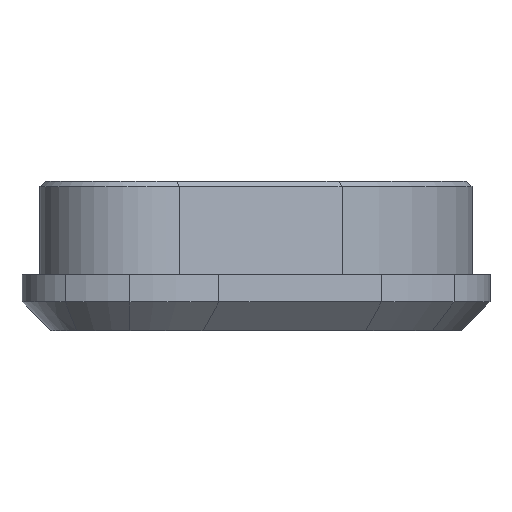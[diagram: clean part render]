
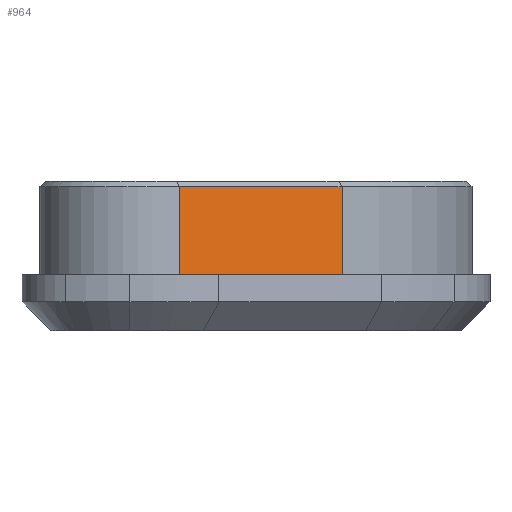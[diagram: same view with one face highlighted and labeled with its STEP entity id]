
A CAD part, left-side view. The second image highlights one B-rep face of the part: STEP entity #964.
In plain terms, the highlighted planar face has unit normal (-0.836, -0.549, 0).
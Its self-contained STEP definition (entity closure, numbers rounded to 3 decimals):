
#162 = VECTOR ( 'NONE', #1638, 1000. ) ;
#197 = ORIENTED_EDGE ( 'NONE', *, *, #886, .F. ) ;
#223 = DIRECTION ( 'NONE',  ( 0., 0., -1. ) ) ;
#364 = DIRECTION ( 'NONE',  ( 0.549, -0.836, 0. ) ) ;
#459 = LINE ( 'NONE', #1359, #1250 ) ;
#466 = AXIS2_PLACEMENT_3D ( 'NONE', #1379, #542, #364 ) ;
#491 = CARTESIAN_POINT ( 'NONE',  ( -25.8, 16.128, 0. ) ) ;
#542 = DIRECTION ( 'NONE',  ( -0.836, -0.549, 0. ) ) ;
#544 = EDGE_CURVE ( 'NONE', #758, #1602, #1560, .T. ) ;
#567 = EDGE_LOOP ( 'NONE', ( #599, #1815, #1607, #197 ) ) ;
#599 = ORIENTED_EDGE ( 'NONE', *, *, #829, .T. ) ;
#615 = LINE ( 'NONE', #1486, #162 ) ;
#702 = CARTESIAN_POINT ( 'NONE',  ( -22.835, 11.611, 0. ) ) ;
#758 = VERTEX_POINT ( 'NONE', #873 ) ;
#829 = EDGE_CURVE ( 'NONE', #1403, #1700, #459, .T. ) ;
#870 = DIRECTION ( 'NONE',  ( 0.549, -0.836, 0. ) ) ;
#873 = CARTESIAN_POINT ( 'NONE',  ( -22.835, 11.611, 2.45 ) ) ;
#886 = EDGE_CURVE ( 'NONE', #1403, #758, #615, .T. ) ;
#960 = CARTESIAN_POINT ( 'NONE',  ( -22.835, 11.611, 2.6 ) ) ;
#964 = ADVANCED_FACE ( 'NONE', ( #965 ), #1653, .T. ) ;
#965 = FACE_OUTER_BOUND ( 'NONE', #567, .T. ) ;
#1103 = VECTOR ( 'NONE', #223, 1000. ) ;
#1113 = CARTESIAN_POINT ( 'NONE',  ( -25.8, 16.128, 2.45 ) ) ;
#1121 = CARTESIAN_POINT ( 'NONE',  ( -22.835, 11.611, 0. ) ) ;
#1159 = VECTOR ( 'NONE', #870, 1000. ) ;
#1250 = VECTOR ( 'NONE', #1775, 1000. ) ;
#1279 = LINE ( 'NONE', #1121, #1159 ) ;
#1359 = CARTESIAN_POINT ( 'NONE',  ( -25.8, 16.128, 2.6 ) ) ;
#1379 = CARTESIAN_POINT ( 'NONE',  ( -22.835, 11.611, 2.6 ) ) ;
#1403 = VERTEX_POINT ( 'NONE', #1113 ) ;
#1486 = CARTESIAN_POINT ( 'NONE',  ( -22.835, 11.611, 2.45 ) ) ;
#1560 = LINE ( 'NONE', #960, #1103 ) ;
#1573 = EDGE_CURVE ( 'NONE', #1700, #1602, #1279, .T. ) ;
#1602 = VERTEX_POINT ( 'NONE', #702 ) ;
#1607 = ORIENTED_EDGE ( 'NONE', *, *, #544, .F. ) ;
#1638 = DIRECTION ( 'NONE',  ( 0.549, -0.836, 0. ) ) ;
#1653 = PLANE ( 'NONE',  #466 ) ;
#1700 = VERTEX_POINT ( 'NONE', #491 ) ;
#1775 = DIRECTION ( 'NONE',  ( 0., 0., -1. ) ) ;
#1815 = ORIENTED_EDGE ( 'NONE', *, *, #1573, .T. ) ;
